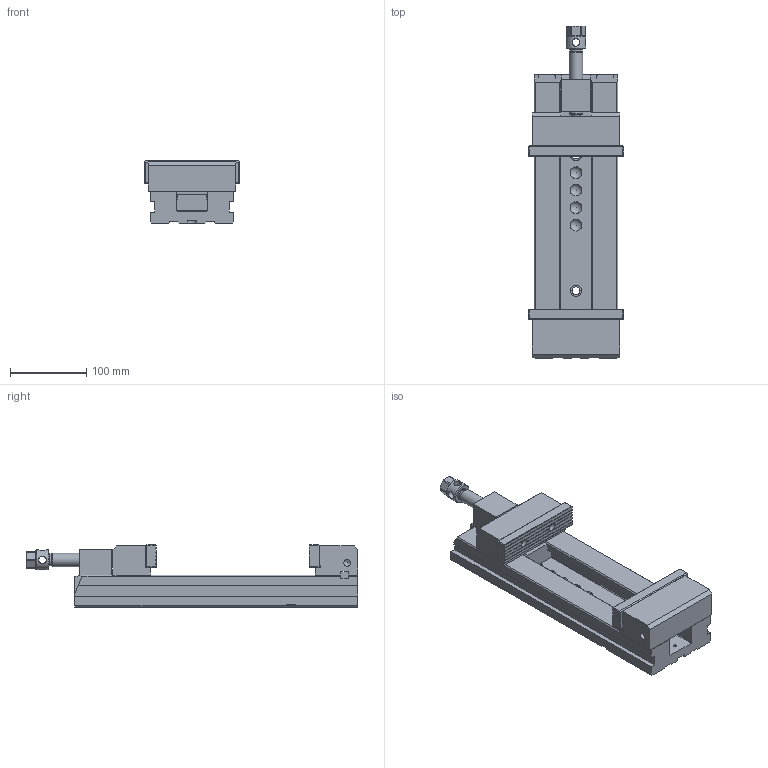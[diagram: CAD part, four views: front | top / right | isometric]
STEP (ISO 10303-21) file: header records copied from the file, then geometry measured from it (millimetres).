
FILE_DESCRIPTION(/* description */ (''),/* implementation_level */ '2;1');
FILE_NAME(/* name */ '29_125S_Mordaza.stp',/* time_stamp */ '2013-07-09T09:24:53+02:00',/* author */ (''),/* organization */ (''),/* preprocessor_version */ 'ST-DEVELOPER v11',/* originating_system */ 'SIEMENS PLM Software NX 7.5',/* authorisation */ '');
FILE_SCHEMA (('AUTOMOTIVE_DESIGN { 1 0 10303 214 1 1 1 1 }'));
Length unit declared in the file: millimetre
Products named in the file (1): 29_125S_Mordaza
Bounding box: 125 x 434.9 x 81.6 mm (x, y, z)
Volume: 1789022.6 mm3; surface area: 290876.6 mm2
Topology: 11 solids, 11 shells, 426 faces, 1171 edges, 770 vertices
Faces by surface type: plane 305, cylinder 75, cone 28, sphere 10, torus 7, bspline 1
Full cylindrical faces by diameter (mm): 4.351 x5, 5.188 x4, 6.4 x4, 8.782 x4, 10 x4, 10.5 x3, 11 x6, 12.376 x2, 14 x2, 14.5 x1, 15 x5, 16.188 x1, 17 x2, 17.732 x1, 18 x1, 22 x2, 26 x1
Entity records: 15931 total; most frequent: CARTESIAN_POINT 2500, DIRECTION 2126, ORIENTED_EDGE 2040, EDGE_CURVE 1020, VERTEX_POINT 721, AXIS2_PLACEMENT_3D 709, LINE 708, VECTOR 708
